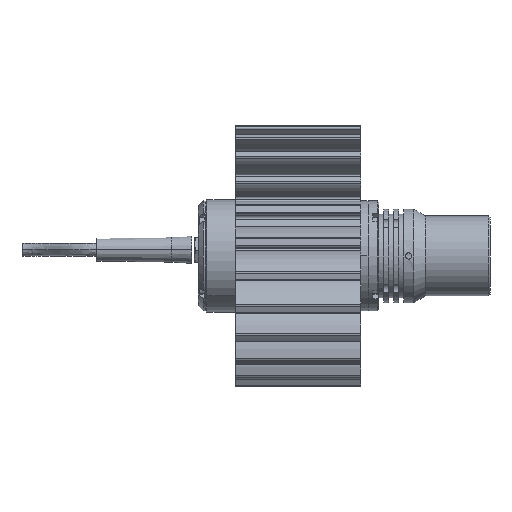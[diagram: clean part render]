
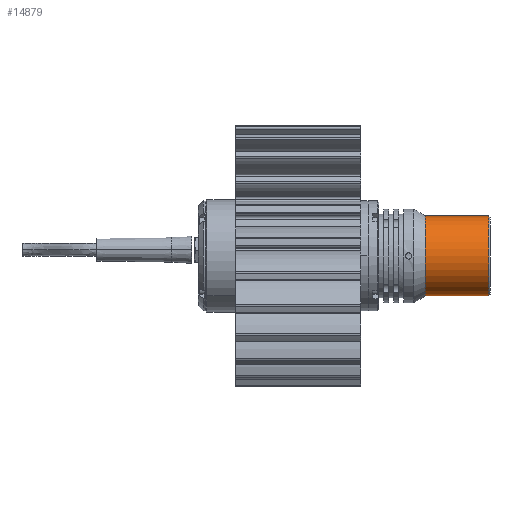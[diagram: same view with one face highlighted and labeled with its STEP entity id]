
A CAD part, front view. The second image highlights one B-rep face of the part: STEP entity #14879.
In plain terms, the highlighted cylindrical face has radius 16 mm (diameter 32 mm), a partial arc.
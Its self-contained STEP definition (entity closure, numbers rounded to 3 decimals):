
#374 = CARTESIAN_POINT ( 'NONE',  ( -8.289, 0., -16. ) ) ;
#1979 = AXIS2_PLACEMENT_3D ( 'NONE', #16290, #3622, #10189 ) ;
#2331 = VECTOR ( 'NONE', #2732, 1000. ) ;
#2732 = DIRECTION ( 'NONE',  ( -1., 0., 0. ) ) ;
#3622 = DIRECTION ( 'NONE',  ( -1., 0., 0. ) ) ;
#3799 = AXIS2_PLACEMENT_3D ( 'NONE', #13508, #7033, #5744 ) ;
#4082 = ORIENTED_EDGE ( 'NONE', *, *, #11468, .F. ) ;
#4362 = CIRCLE ( 'NONE', #3799, 16. ) ;
#4975 = CIRCLE ( 'NONE', #1979, 16. ) ;
#5003 = VERTEX_POINT ( 'NONE', #13562 ) ;
#5101 = DIRECTION ( 'NONE',  ( 0., 0., -1. ) ) ;
#5715 = EDGE_CURVE ( 'NONE', #5003, #13814, #4975, .T. ) ;
#5744 = DIRECTION ( 'NONE',  ( 0., 0., -1. ) ) ;
#5919 = VERTEX_POINT ( 'NONE', #374 ) ;
#6483 = LINE ( 'NONE', #11677, #2331 ) ;
#7033 = DIRECTION ( 'NONE',  ( -1., 0., 0. ) ) ;
#7151 = AXIS2_PLACEMENT_3D ( 'NONE', #8932, #14060, #5101 ) ;
#7838 = CYLINDRICAL_SURFACE ( 'NONE', #7151, 16. ) ;
#8932 = CARTESIAN_POINT ( 'NONE',  ( -34.252, 0., 0. ) ) ;
#9517 = EDGE_CURVE ( 'NONE', #5003, #5919, #16347, .T. ) ;
#10189 = DIRECTION ( 'NONE',  ( 0., 0., 1. ) ) ;
#10477 = CARTESIAN_POINT ( 'NONE',  ( -8.289, 0., 16. ) ) ;
#11029 = DIRECTION ( 'NONE',  ( -1., 0., 0. ) ) ;
#11353 = ORIENTED_EDGE ( 'NONE', *, *, #15615, .T. ) ;
#11369 = CARTESIAN_POINT ( 'NONE',  ( -34.252, 0., -16. ) ) ;
#11468 = EDGE_CURVE ( 'NONE', #5919, #16236, #4362, .T. ) ;
#11677 = CARTESIAN_POINT ( 'NONE',  ( -34.252, 0., 16. ) ) ;
#12910 = CARTESIAN_POINT ( 'NONE',  ( 17.02, 0., 16. ) ) ;
#13054 = ORIENTED_EDGE ( 'NONE', *, *, #9517, .F. ) ;
#13129 = EDGE_LOOP ( 'NONE', ( #15999, #11353, #4082, #13054 ) ) ;
#13508 = CARTESIAN_POINT ( 'NONE',  ( -8.289, 0., 0. ) ) ;
#13562 = CARTESIAN_POINT ( 'NONE',  ( 17.02, 0., -16. ) ) ;
#13814 = VERTEX_POINT ( 'NONE', #12910 ) ;
#14060 = DIRECTION ( 'NONE',  ( -1., 0., 0. ) ) ;
#14879 = ADVANCED_FACE ( 'NONE', ( #15431 ), #7838, .T. ) ;
#15195 = VECTOR ( 'NONE', #11029, 1000. ) ;
#15431 = FACE_OUTER_BOUND ( 'NONE', #13129, .T. ) ;
#15615 = EDGE_CURVE ( 'NONE', #13814, #16236, #6483, .T. ) ;
#15999 = ORIENTED_EDGE ( 'NONE', *, *, #5715, .T. ) ;
#16236 = VERTEX_POINT ( 'NONE', #10477 ) ;
#16290 = CARTESIAN_POINT ( 'NONE',  ( 17.02, 0., 0. ) ) ;
#16347 = LINE ( 'NONE', #11369, #15195 ) ;
